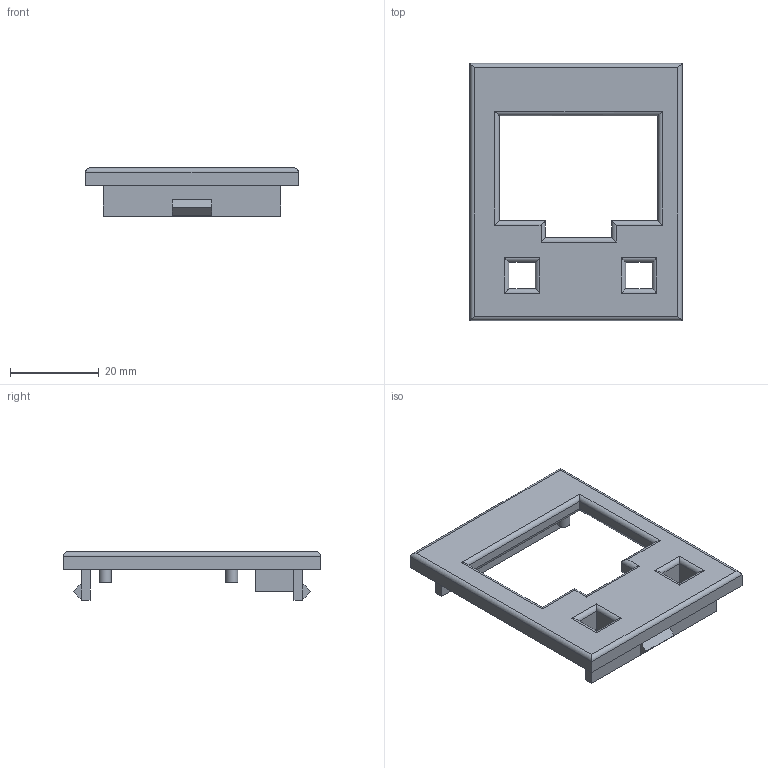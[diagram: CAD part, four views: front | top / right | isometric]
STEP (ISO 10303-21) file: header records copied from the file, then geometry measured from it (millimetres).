
FILE_DESCRIPTION(/* description */ (''),/* implementation_level */ '2;1');
FILE_NAME(/* name */ 'Deckel.stp',/* time_stamp */ '2025-05-07T10:28:16+02:00',/* author */ ('tobia'),/* organization */ (''),/* preprocessor_version */ 'ST-DEVELOPER v19.2',/* originating_system */ 'Autodesk Inventor 2024',/* authorisation */ '');
FILE_SCHEMA (('AUTOMOTIVE_DESIGN { 1 0 10303 214 3 1 1 }'));
Length unit declared in the file: millimetre
Products named in the file (1): Deckel
Bounding box: 48.01 x 58.1 x 11 mm (x, y, z)
Volume: 8526.8 mm3; surface area: 6820.5 mm2
Topology: 1 solids, 1 shells, 99 faces, 306 edges, 294 vertices
Faces by surface type: plane 67, cylinder 32
Full cylindrical faces by diameter (mm): 2.7 x4
Entity records: 3119 total; most frequent: CARTESIAN_POINT 627, DIRECTION 479, ORIENTED_EDGE 466, EDGE_CURVE 233, LINE 195, VECTOR 195, VERTEX_POINT 146, AXIS2_PLACEMENT_3D 142
